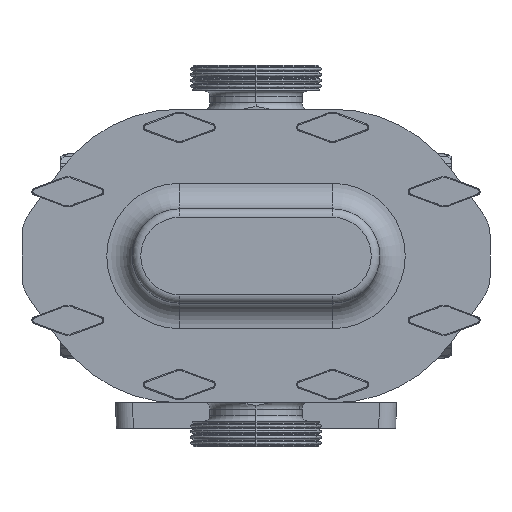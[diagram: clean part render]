
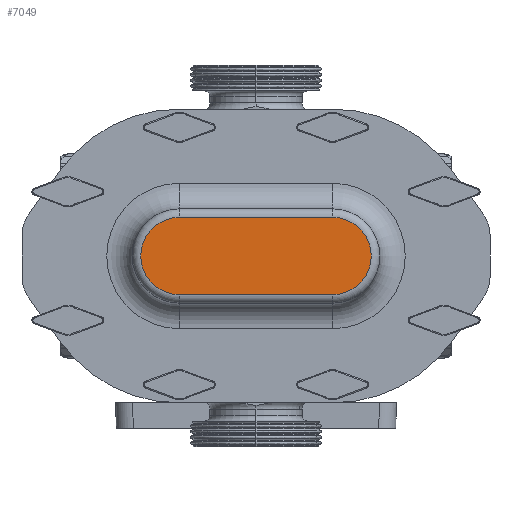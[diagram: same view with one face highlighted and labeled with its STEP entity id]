
A CAD part, left-side view. The second image highlights one B-rep face of the part: STEP entity #7049.
In plain terms, the highlighted planar face has unit normal (-1, 0, 0).
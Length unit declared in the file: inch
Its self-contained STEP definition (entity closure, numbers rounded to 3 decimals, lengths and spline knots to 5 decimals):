
#547 = CARTESIAN_POINT ( 'NONE',  ( -2.21, -2.25, 0. ) ) ;
#758 = CARTESIAN_POINT ( 'NONE',  ( -2.21, -2.25, -1.135 ) ) ;
#973 = ORIENTED_EDGE ( 'NONE', *, *, #18971, .T. ) ;
#1149 = EDGE_CURVE ( 'NONE', #29943, #24111, #16660, .T. ) ;
#4137 = CARTESIAN_POINT ( 'NONE',  ( -2.21, -2.25, 1.135 ) ) ;
#4312 = CIRCLE ( 'NONE', #14386, 1.135 ) ;
#6947 = VERTEX_POINT ( 'NONE', #30459 ) ;
#6952 = CARTESIAN_POINT ( 'NONE',  ( -2.21, 2.25, 1.135 ) ) ;
#7049 = ADVANCED_FACE ( 'NONE', ( #21794 ), #19067, .T. ) ;
#7533 = VERTEX_POINT ( 'NONE', #13140 ) ;
#7616 = ORIENTED_EDGE ( 'NONE', *, *, #10635, .T. ) ;
#7684 = ORIENTED_EDGE ( 'NONE', *, *, #1149, .T. ) ;
#9328 = AXIS2_PLACEMENT_3D ( 'NONE', #25395, #24772, #37601 ) ;
#10635 = EDGE_CURVE ( 'NONE', #6947, #7533, #29569, .T. ) ;
#13140 = CARTESIAN_POINT ( 'NONE',  ( -2.21, -2.25, -1.135 ) ) ;
#13769 = DIRECTION ( 'NONE',  ( 0., 0., 1. ) ) ;
#13783 = DIRECTION ( 'NONE',  ( 0., -1., 0. ) ) ;
#14386 = AXIS2_PLACEMENT_3D ( 'NONE', #547, #23647, #13769 ) ;
#16660 = LINE ( 'NONE', #6952, #31125 ) ;
#18379 = ORIENTED_EDGE ( 'NONE', *, *, #29267, .T. ) ;
#18971 = EDGE_CURVE ( 'NONE', #24111, #6947, #37030, .T. ) ;
#19067 = PLANE ( 'NONE',  #9328 ) ;
#21794 = FACE_OUTER_BOUND ( 'NONE', #30405, .T. ) ;
#23622 = AXIS2_PLACEMENT_3D ( 'NONE', #27694, #27491, #40311 ) ;
#23647 = DIRECTION ( 'NONE',  ( -1., 0., 0. ) ) ;
#24111 = VERTEX_POINT ( 'NONE', #36198 ) ;
#24772 = DIRECTION ( 'NONE',  ( -1., 0., 0. ) ) ;
#25395 = CARTESIAN_POINT ( 'NONE',  ( -2.21, 2.25, 0. ) ) ;
#25483 = DIRECTION ( 'NONE',  ( 0., 1., 0. ) ) ;
#27491 = DIRECTION ( 'NONE',  ( -1., 0., 0. ) ) ;
#27694 = CARTESIAN_POINT ( 'NONE',  ( -2.21, 2.25, 0. ) ) ;
#29267 = EDGE_CURVE ( 'NONE', #7533, #29943, #4312, .T. ) ;
#29569 = LINE ( 'NONE', #758, #37061 ) ;
#29943 = VERTEX_POINT ( 'NONE', #4137 ) ;
#30405 = EDGE_LOOP ( 'NONE', ( #7684, #973, #7616, #18379 ) ) ;
#30459 = CARTESIAN_POINT ( 'NONE',  ( -2.21, 2.25, -1.135 ) ) ;
#31125 = VECTOR ( 'NONE', #25483, 39.37008 ) ;
#36198 = CARTESIAN_POINT ( 'NONE',  ( -2.21, 2.25, 1.135 ) ) ;
#37030 = CIRCLE ( 'NONE', #23622, 1.135 ) ;
#37061 = VECTOR ( 'NONE', #13783, 39.37008 ) ;
#37601 = DIRECTION ( 'NONE',  ( 0., 0., 1. ) ) ;
#40311 = DIRECTION ( 'NONE',  ( 0., 0., 1. ) ) ;
